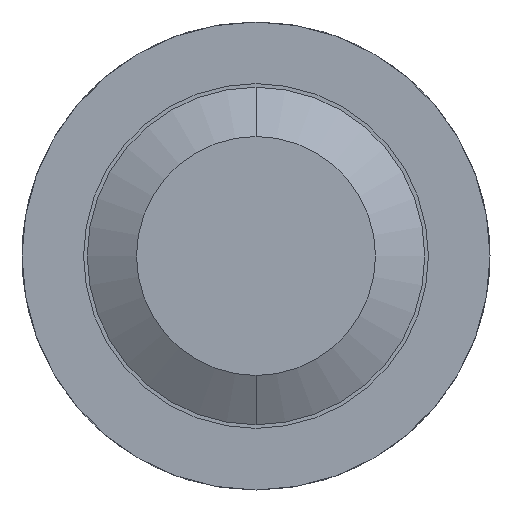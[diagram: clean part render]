
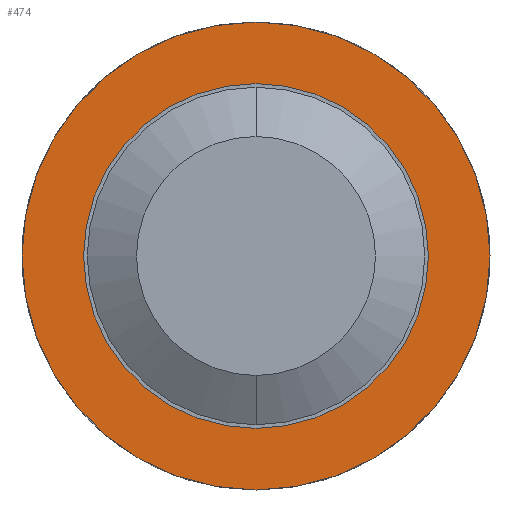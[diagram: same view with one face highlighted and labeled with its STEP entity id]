
A CAD part, front view. The second image highlights one B-rep face of the part: STEP entity #474.
In plain terms, the highlighted planar face has unit normal (0, -1, 0).
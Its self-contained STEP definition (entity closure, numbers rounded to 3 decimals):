
#14 = DIRECTION ( 'NONE',  ( 0., 0., 1. ) ) ;
#94 = FACE_BOUND ( 'NONE', #700, .T. ) ;
#113 = CARTESIAN_POINT ( 'NONE',  ( 0.95, -2.5, 0. ) ) ;
#151 = AXIS2_PLACEMENT_3D ( 'NONE', #113, #2099, #1539 ) ;
#175 = CARTESIAN_POINT ( 'NONE',  ( 0., -2.5, 0.685 ) ) ;
#204 = ORIENTED_EDGE ( 'NONE', *, *, #3690, .T. ) ;
#371 = ORIENTED_EDGE ( 'NONE', *, *, #1619, .F. ) ;
#474 = ADVANCED_FACE ( 'Defeature ausgef�hrt2_16', ( #2036, #94 ), #2378, .F. ) ;
#641 = AXIS2_PLACEMENT_3D ( 'NONE', #1583, #2734, #1018 ) ;
#700 = EDGE_LOOP ( 'NONE', ( #2284, #204 ) ) ;
#817 = VERTEX_POINT ( 'NONE', #1536 ) ;
#961 = DIRECTION ( 'NONE',  ( 0., 0., 1. ) ) ;
#1018 = DIRECTION ( 'NONE',  ( 0., 0., 1. ) ) ;
#1111 = CARTESIAN_POINT ( 'NONE',  ( 0., -2.5, 0. ) ) ;
#1203 = DIRECTION ( 'NONE',  ( 0., 1., 0. ) ) ;
#1351 = DIRECTION ( 'NONE',  ( 0., 1., 0. ) ) ;
#1472 = ORIENTED_EDGE ( 'NONE', *, *, #3586, .F. ) ;
#1536 = CARTESIAN_POINT ( 'NONE',  ( 0., -2.5, -0.685 ) ) ;
#1539 = DIRECTION ( 'NONE',  ( 0., 0., 1. ) ) ;
#1547 = CARTESIAN_POINT ( 'NONE',  ( 0., -2.5, 0. ) ) ;
#1583 = CARTESIAN_POINT ( 'NONE',  ( 0., -2.5, 0. ) ) ;
#1609 = CIRCLE ( 'NONE', #641, 0.95 ) ;
#1619 = EDGE_CURVE ( 'Defeature ausgef�hrt2_15+Defeature ausgef�hrt2_16+Defeature ausgef�hrt2_16+Defeature ausgef�hrt2_16', #1678, #2915, #2415, .T. ) ;
#1678 = VERTEX_POINT ( 'NONE', #2655 ) ;
#1813 = AXIS2_PLACEMENT_3D ( 'NONE', #1547, #1203, #961 ) ;
#2021 = CIRCLE ( 'NONE', #2204, 0.685 ) ;
#2036 = FACE_OUTER_BOUND ( 'NONE', #3364, .T. ) ;
#2075 = CIRCLE ( 'NONE', #3578, 0.685 ) ;
#2099 = DIRECTION ( 'NONE',  ( 0., 1., 0. ) ) ;
#2204 = AXIS2_PLACEMENT_3D ( 'NONE', #3054, #1351, #3380 ) ;
#2284 = ORIENTED_EDGE ( 'NONE', *, *, #2782, .T. ) ;
#2332 = CARTESIAN_POINT ( 'NONE',  ( 0., -2.5, -0.95 ) ) ;
#2378 = PLANE ( 'NONE',  #151 ) ;
#2415 = CIRCLE ( 'NONE', #1813, 0.95 ) ;
#2534 = VERTEX_POINT ( 'NONE', #175 ) ;
#2543 = DIRECTION ( 'NONE',  ( 0., 1., 0. ) ) ;
#2655 = CARTESIAN_POINT ( 'NONE',  ( 0., -2.5, 0.95 ) ) ;
#2734 = DIRECTION ( 'NONE',  ( 0., 1., 0. ) ) ;
#2782 = EDGE_CURVE ( 'Defeature ausgef�hrt2_16+Defeature ausgef�hrt2_10+Defeature ausgef�hrt2_10+Defeature ausgef�hrt2_10', #2534, #817, #2075, .T. ) ;
#2915 = VERTEX_POINT ( 'NONE', #2332 ) ;
#3054 = CARTESIAN_POINT ( 'NONE',  ( 0., -2.5, 0. ) ) ;
#3364 = EDGE_LOOP ( 'NONE', ( #371, #1472 ) ) ;
#3380 = DIRECTION ( 'NONE',  ( 0., 0., 1. ) ) ;
#3578 = AXIS2_PLACEMENT_3D ( 'NONE', #1111, #2543, #14 ) ;
#3586 = EDGE_CURVE ( 'Defeature ausgef�hrt2_15+Defeature ausgef�hrt2_16+Defeature ausgef�hrt2_16+Defeature ausgef�hrt2_16', #2915, #1678, #1609, .T. ) ;
#3690 = EDGE_CURVE ( 'Defeature ausgef�hrt2_16+Defeature ausgef�hrt2_10+Defeature ausgef�hrt2_10+Defeature ausgef�hrt2_10', #817, #2534, #2021, .T. ) ;
